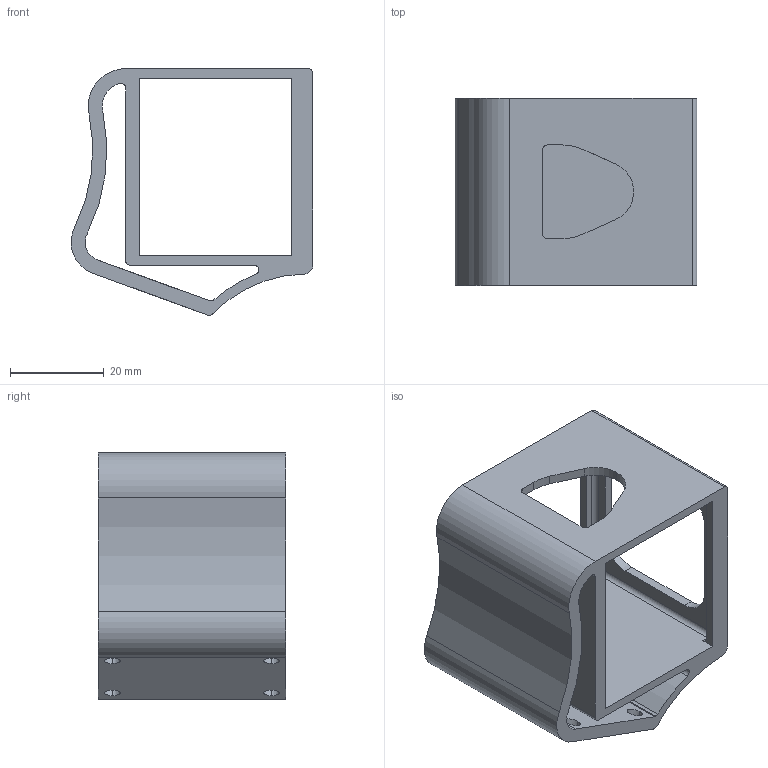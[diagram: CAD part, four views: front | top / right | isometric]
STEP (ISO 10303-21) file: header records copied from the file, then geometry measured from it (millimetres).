
FILE_DESCRIPTION (( 'STEP AP214' ), '1' );
FILE_NAME ('goprosessionmount.STEP', '2018-05-28T09:53:34', ( 'AuE Kassel' ), ( 'AuE Kassel GmbH' ), 'SwSTEP 2.0', 'SolidWorks 2018', '' );
FILE_SCHEMA (( 'AUTOMOTIVE_DESIGN' ));
Length unit declared in the file: millimetre
Products named in the file (1): goprosessionmount
Bounding box: 51.64 x 40 x 52.7 mm (x, y, z)
Volume: 21410.5 mm3; surface area: 18818.2 mm2
Topology: 1 solids, 1 shells, 82 faces, 228 edges, 140 vertices
Faces by surface type: cylinder 47, plane 27, sphere 8
Entity records: 2648 total; most frequent: DIRECTION 484, CARTESIAN_POINT 443, ORIENTED_EDGE 440, EDGE_CURVE 220, AXIS2_PLACEMENT_3D 181, VERTEX_POINT 140, VECTOR 122, LINE 122
